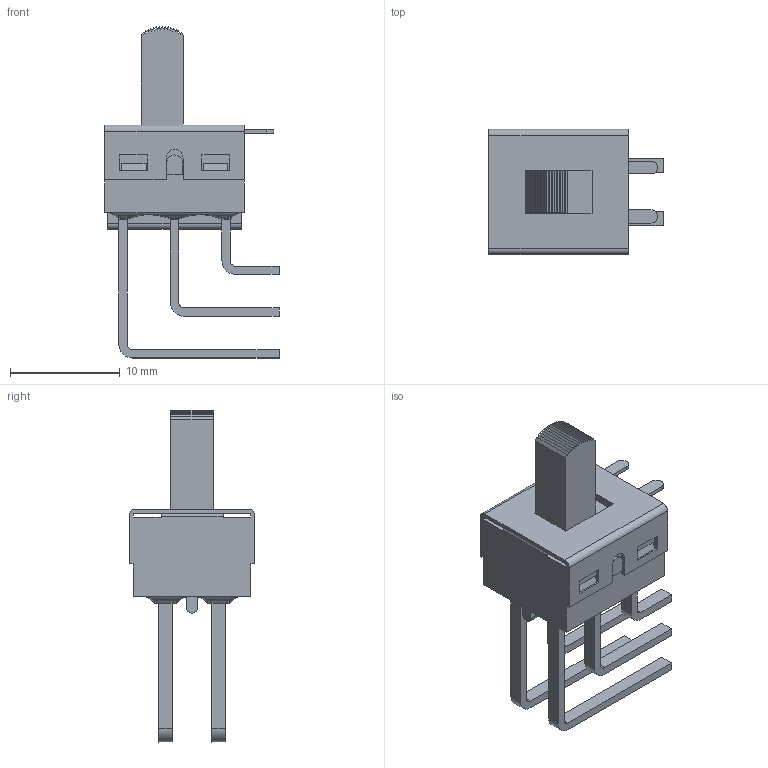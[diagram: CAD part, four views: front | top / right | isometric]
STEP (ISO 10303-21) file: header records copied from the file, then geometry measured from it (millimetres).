
FILE_DESCRIPTION((' '),'2;1');
FILE_NAME('500SDPxS3M7xEA.stp','2017-07-31T08:56:41',(' '),(' '),' ','ACIS',' ');
FILE_SCHEMA(('CONFIG_CONTROL_DESIGN'));
Length unit declared in the file: inch
Products named in the file (1): 500SDPxS3M7xEA.stp
Bounding box: 15.88 x 11.43 x 30.28 mm (x, y, z)
Volume: 799.4 mm3; surface area: 2001.4 mm2
Topology: 1 solids, 1 shells, 258 faces, 755 edges, 502 vertices
Faces by surface type: plane 205, cylinder 37, bspline 16
Entity records: 9407 total; most frequent: CARTESIAN_POINT 2452, ORIENTED_EDGE 1510, DIRECTION 1309, EDGE_CURVE 755, VECTOR 597, LINE 597, VERTEX_POINT 502, AXIS2_PLACEMENT_3D 356
